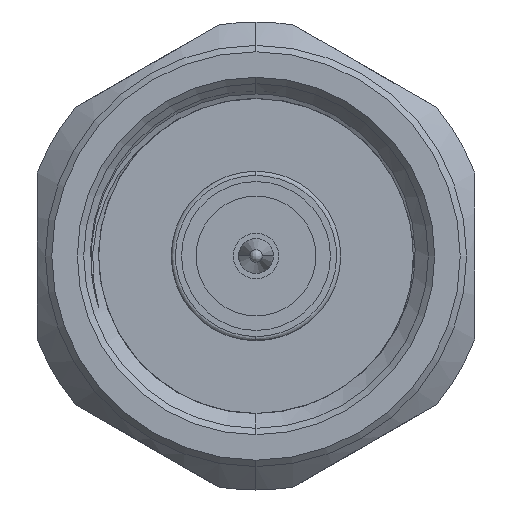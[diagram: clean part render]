
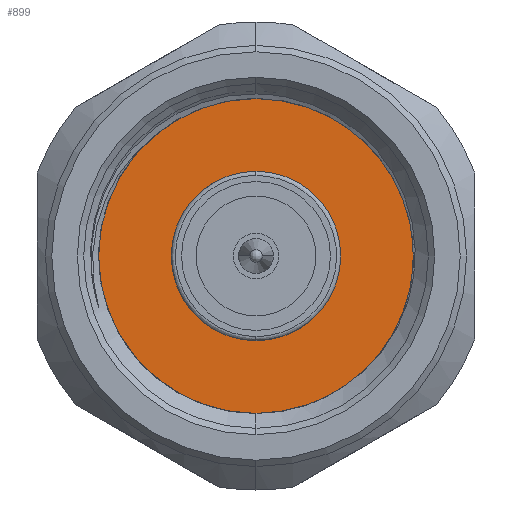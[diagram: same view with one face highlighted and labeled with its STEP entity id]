
A CAD part, left-side view. The second image highlights one B-rep face of the part: STEP entity #899.
In plain terms, the highlighted planar face has unit normal (-1, 0, 0).
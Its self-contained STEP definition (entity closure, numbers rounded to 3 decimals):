
#85 = DIRECTION ( 'NONE',  ( -1., 0., 0. ) ) ;
#745 = CIRCLE ( 'NONE', #1297, 7.7 ) ;
#894 = DIRECTION ( 'NONE',  ( 1., 0., 0. ) ) ;
#899 = ADVANCED_FACE ( 'NONE', ( #4973, #1324 ), #5256, .F. ) ;
#1006 = AXIS2_PLACEMENT_3D ( 'NONE', #2455, #85, #3406 ) ;
#1281 = VERTEX_POINT ( 'NONE', #2641 ) ;
#1297 = AXIS2_PLACEMENT_3D ( 'NONE', #3733, #894, #4223 ) ;
#1324 = FACE_BOUND ( 'NONE', #3352, .T. ) ;
#1332 = AXIS2_PLACEMENT_3D ( 'NONE', #2577, #4901, #4521 ) ;
#1486 = CIRCLE ( 'NONE', #5009, 3.985 ) ;
#1736 = CARTESIAN_POINT ( 'NONE',  ( 9.15, 0., 3.985 ) ) ;
#1825 = EDGE_CURVE ( 'NONE', #1281, #5241, #5455, .T. ) ;
#1985 = EDGE_CURVE ( 'NONE', #5241, #1281, #745, .T. ) ;
#2139 = EDGE_CURVE ( 'NONE', #2149, #5876, #1486, .T. ) ;
#2149 = VERTEX_POINT ( 'NONE', #1736 ) ;
#2277 = ORIENTED_EDGE ( 'NONE', *, *, #1985, .F. ) ;
#2455 = CARTESIAN_POINT ( 'NONE',  ( 9.15, 0., 0. ) ) ;
#2577 = CARTESIAN_POINT ( 'NONE',  ( 9.15, 0., 0. ) ) ;
#2641 = CARTESIAN_POINT ( 'NONE',  ( 9.15, 0., -7.7 ) ) ;
#2681 = AXIS2_PLACEMENT_3D ( 'NONE', #3448, #3009, #5776 ) ;
#3009 = DIRECTION ( 'NONE',  ( 1., 0., 0. ) ) ;
#3028 = CARTESIAN_POINT ( 'NONE',  ( 9.15, 0., -3.985 ) ) ;
#3071 = CARTESIAN_POINT ( 'NONE',  ( 9.15, 0., 7.7 ) ) ;
#3080 = CARTESIAN_POINT ( 'NONE',  ( 9.15, 0., 0. ) ) ;
#3352 = EDGE_LOOP ( 'NONE', ( #4007, #4572 ) ) ;
#3406 = DIRECTION ( 'NONE',  ( 0., 0., 1. ) ) ;
#3409 = CIRCLE ( 'NONE', #1006, 3.985 ) ;
#3448 = CARTESIAN_POINT ( 'NONE',  ( 9.15, 0., 0. ) ) ;
#3561 = DIRECTION ( 'NONE',  ( -1., 0., 0. ) ) ;
#3733 = CARTESIAN_POINT ( 'NONE',  ( 9.15, 0., 0. ) ) ;
#4007 = ORIENTED_EDGE ( 'NONE', *, *, #2139, .F. ) ;
#4142 = EDGE_CURVE ( 'NONE', #5876, #2149, #3409, .T. ) ;
#4223 = DIRECTION ( 'NONE',  ( 0., 0., 1. ) ) ;
#4487 = DIRECTION ( 'NONE',  ( 0., 0., 1. ) ) ;
#4521 = DIRECTION ( 'NONE',  ( 0., 0., 1. ) ) ;
#4572 = ORIENTED_EDGE ( 'NONE', *, *, #4142, .F. ) ;
#4588 = ORIENTED_EDGE ( 'NONE', *, *, #1825, .F. ) ;
#4901 = DIRECTION ( 'NONE',  ( 1., 0., 0. ) ) ;
#4973 = FACE_OUTER_BOUND ( 'NONE', #5452, .T. ) ;
#5009 = AXIS2_PLACEMENT_3D ( 'NONE', #3080, #3561, #4487 ) ;
#5241 = VERTEX_POINT ( 'NONE', #3071 ) ;
#5256 = PLANE ( 'NONE',  #2681 ) ;
#5452 = EDGE_LOOP ( 'NONE', ( #2277, #4588 ) ) ;
#5455 = CIRCLE ( 'NONE', #1332, 7.7 ) ;
#5776 = DIRECTION ( 'NONE',  ( 0., 0., -1. ) ) ;
#5876 = VERTEX_POINT ( 'NONE', #3028 ) ;
